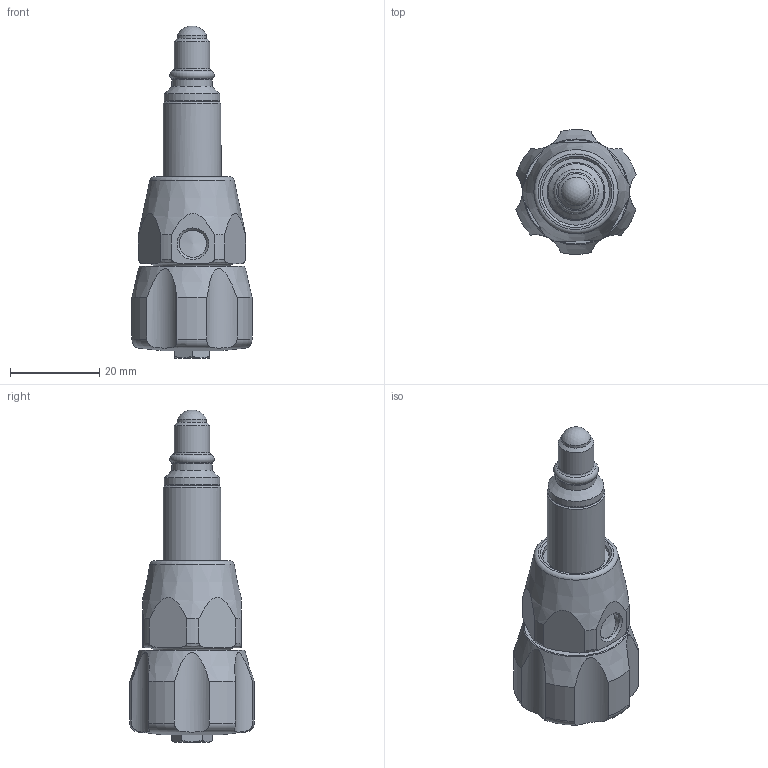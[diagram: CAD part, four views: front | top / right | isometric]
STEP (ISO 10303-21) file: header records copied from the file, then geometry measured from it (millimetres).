
FILE_DESCRIPTION((''),'2;1');
FILE_NAME('400047-E.stp','2008-08-05T08:51:02',('mbm'),(''),'Autodesk Inventor 2008','Autodesk Inventor 2008','');
FILE_SCHEMA(('AUTOMOTIVE_DESIGN { 1 0 10303 214 1 1 1 1 }'));
Length unit declared in the file: millimetre
Products named in the file (1): Part2
Bounding box: 26.9 x 27.91 x 74.38 mm (x, y, z)
Volume: 20327.2 mm3; surface area: 5711.8 mm2
Topology: 1 solids, 2 shells, 91 faces, 214 edges, 134 vertices
Faces by surface type: cylinder 30, cone 21, plane 20, torus 11, bspline 8, sphere 1
Full cylindrical faces by diameter (mm): 3 x1, 3.05 x1, 6.1 x1, 6.5 x1, 8 x1, 9 x1, 11.55 x1, 12.5 x2, 13 x1, 15 x1, 17 x1
Entity records: 3465 total; most frequent: CARTESIAN_POINT 1536, DIRECTION 360, ORIENTED_EDGE 342, EDGE_CURVE 171, AXIS2_PLACEMENT_3D 162, EDGE_LOOP 132, VERTEX_POINT 123, FACE_OUTER_BOUND 91
